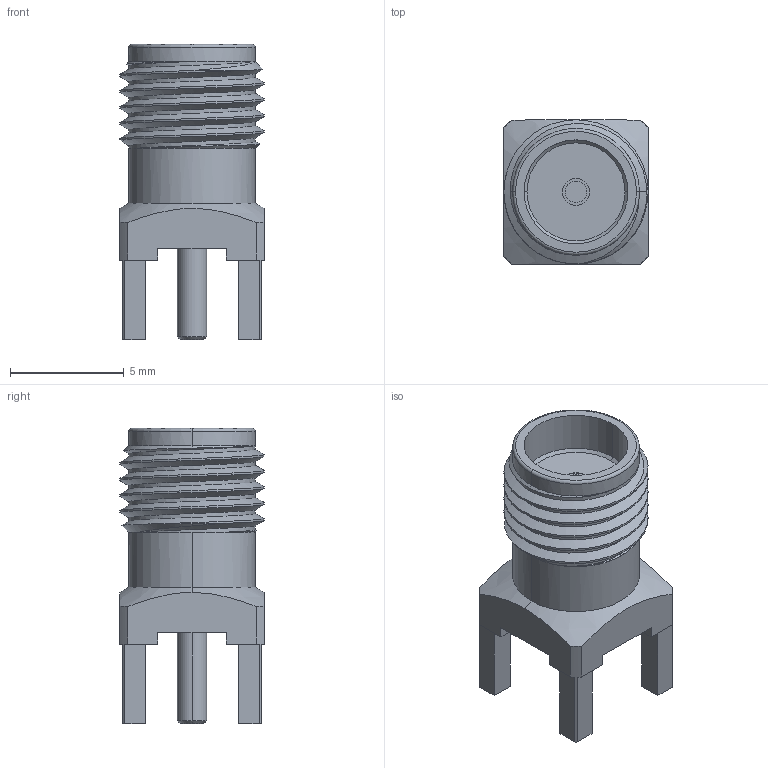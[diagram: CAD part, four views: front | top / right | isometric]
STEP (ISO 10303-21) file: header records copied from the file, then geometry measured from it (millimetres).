
FILE_DESCRIPTION (( 'STEP AP214' ), '1' );
FILE_NAME ('FMCN45954_3D.step', '2023-05-31T23:05:42', ( '' ), ( '' ), 'SwSTEP 2.0', 'SolidWorks 2022', '' );
FILE_SCHEMA (( 'AUTOMOTIVE_DESIGN' ));
Length unit declared in the file: inch
Products named in the file (1): FMCN45954_3D
Bounding box: 6.35 x 6.35 x 13 mm (x, y, z)
Volume: 248.3 mm3; surface area: 408.9 mm2
Topology: 1 solids, 1 shells, 90 faces, 236 edges, 153 vertices
Faces by surface type: plane 47, cylinder 26, cone 12, bspline 3, torus 2
Entity records: 3949 total; most frequent: CARTESIAN_POINT 1700, ORIENTED_EDGE 472, DIRECTION 417, EDGE_CURVE 236, VERTEX_POINT 153, LINE 143, VECTOR 143, AXIS2_PLACEMENT_3D 137
